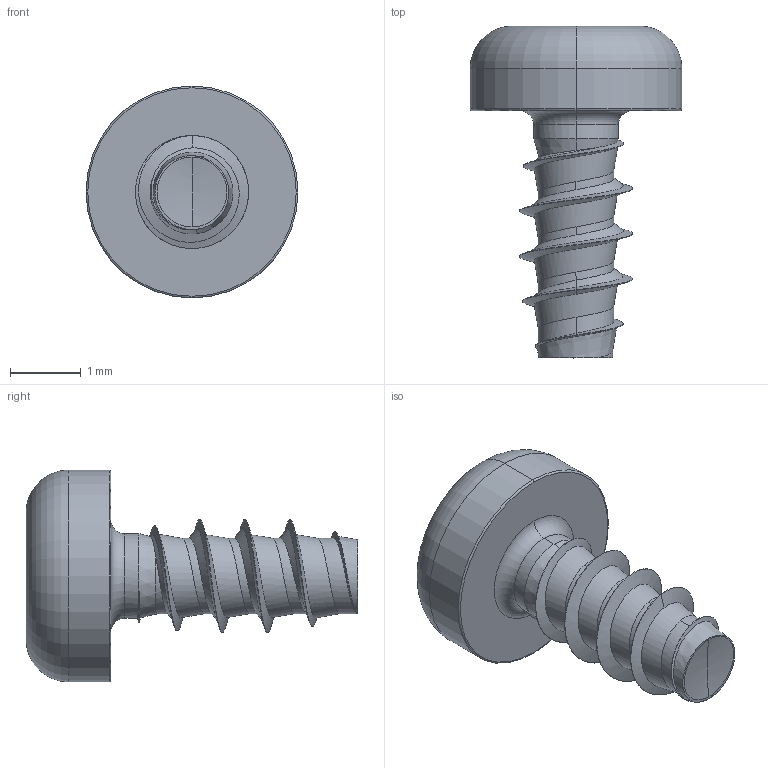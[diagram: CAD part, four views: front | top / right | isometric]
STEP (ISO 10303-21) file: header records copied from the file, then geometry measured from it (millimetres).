
FILE_DESCRIPTION (( 'STEP AP203' ), '1' );
FILE_NAME ('STP390160035.STEP', '2017-08-15T18:56:42', ( '' ), ( '' ), 'SwSTEP 2.0', 'SolidWorks 2015', '' );
FILE_SCHEMA (( 'CONFIG_CONTROL_DESIGN' ));
Length unit declared in the file: millimetre
Products named in the file (1): STP390160035
Bounding box: 3 x 4.7 x 3 mm (x, y, z)
Volume: 10.6 mm3; surface area: 43.6 mm2
Topology: 1 solids, 1 shells, 93 faces, 226 edges, 135 vertices
Faces by surface type: cylinder 35, bspline 35, cone 11, torus 6, sphere 4, plane 2
Entity records: 10028 total; most frequent: CARTESIAN_POINT 8112, ORIENTED_EDGE 448, DIRECTION 292, EDGE_CURVE 224, VERTEX_POINT 135, AXIS2_PLACEMENT_3D 121, B_SPLINE_CURVE_WITH_KNOTS 102, EDGE_LOOP 95
